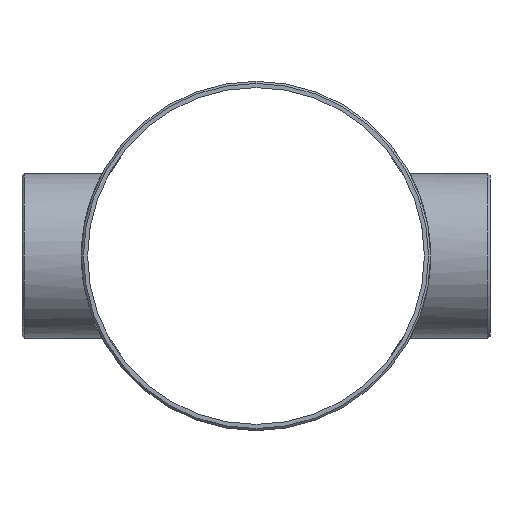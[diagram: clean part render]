
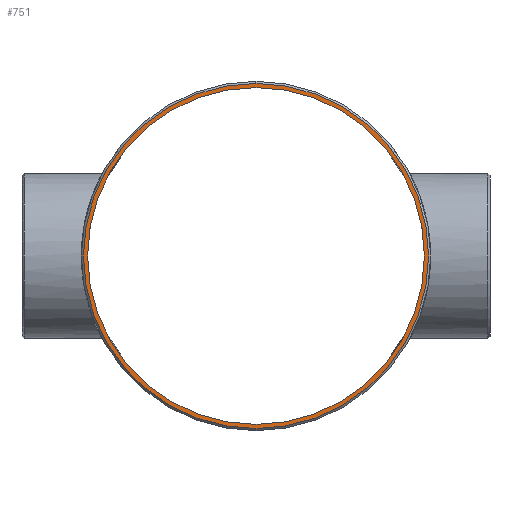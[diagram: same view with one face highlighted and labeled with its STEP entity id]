
A CAD part, left-side view. The second image highlights one B-rep face of the part: STEP entity #751.
In plain terms, the highlighted planar face has unit normal (-1, 0, 0).
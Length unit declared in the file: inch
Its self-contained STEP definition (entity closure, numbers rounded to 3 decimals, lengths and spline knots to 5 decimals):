
#41 = AXIS2_PLACEMENT_3D ( 'NONE', #531, #889, #336 ) ;
#50 = EDGE_CURVE ( 'NONE', #894, #168, #547, .T. ) ;
#61 = AXIS2_PLACEMENT_3D ( 'NONE', #919, #540, #454 ) ;
#75 = EDGE_LOOP ( 'NONE', ( #1339, #499 ) ) ;
#83 = CIRCLE ( 'NONE', #61, 6.91667 ) ;
#97 = ORIENTED_EDGE ( 'NONE', *, *, #538, .T. ) ;
#113 = DIRECTION ( 'NONE',  ( 0., 0., 1. ) ) ;
#119 = DIRECTION ( 'NONE',  ( 1., 0., 0. ) ) ;
#168 = VERTEX_POINT ( 'NONE', #267 ) ;
#221 = CIRCLE ( 'NONE', #877, 6.75 ) ;
#228 = VERTEX_POINT ( 'NONE', #829 ) ;
#236 = CARTESIAN_POINT ( 'NONE',  ( -11., 0., 6.75 ) ) ;
#267 = CARTESIAN_POINT ( 'NONE',  ( -11., 0., -6.75 ) ) ;
#336 = DIRECTION ( 'NONE',  ( 0., 0., 1. ) ) ;
#361 = CARTESIAN_POINT ( 'NONE',  ( -11., 0., 0. ) ) ;
#405 = ORIENTED_EDGE ( 'NONE', *, *, #1295, .T. ) ;
#454 = DIRECTION ( 'NONE',  ( 0., 0., 1. ) ) ;
#474 = AXIS2_PLACEMENT_3D ( 'NONE', #528, #866, #970 ) ;
#499 = ORIENTED_EDGE ( 'NONE', *, *, #1279, .T. ) ;
#528 = CARTESIAN_POINT ( 'NONE',  ( -11., 0., 0. ) ) ;
#531 = CARTESIAN_POINT ( 'NONE',  ( -11., 0., 0. ) ) ;
#538 = EDGE_CURVE ( 'NONE', #668, #228, #1343, .T. ) ;
#540 = DIRECTION ( 'NONE',  ( -1., 0., 0. ) ) ;
#547 = CIRCLE ( 'NONE', #41, 6.75 ) ;
#668 = VERTEX_POINT ( 'NONE', #1404 ) ;
#746 = PLANE ( 'NONE',  #474 ) ;
#751 = ADVANCED_FACE ( 'NONE', ( #773, #1205 ), #746, .T. ) ;
#769 = DIRECTION ( 'NONE',  ( -1., 0., 0. ) ) ;
#773 = FACE_OUTER_BOUND ( 'NONE', #778, .T. ) ;
#778 = EDGE_LOOP ( 'NONE', ( #405, #97 ) ) ;
#829 = CARTESIAN_POINT ( 'NONE',  ( -11., 0., -6.91667 ) ) ;
#862 = AXIS2_PLACEMENT_3D ( 'NONE', #968, #769, #113 ) ;
#866 = DIRECTION ( 'NONE',  ( -1., 0., 0. ) ) ;
#877 = AXIS2_PLACEMENT_3D ( 'NONE', #361, #119, #992 ) ;
#889 = DIRECTION ( 'NONE',  ( 1., 0., 0. ) ) ;
#894 = VERTEX_POINT ( 'NONE', #236 ) ;
#919 = CARTESIAN_POINT ( 'NONE',  ( -11., 0., 0. ) ) ;
#968 = CARTESIAN_POINT ( 'NONE',  ( -11., 0., 0. ) ) ;
#970 = DIRECTION ( 'NONE',  ( 0., 0., -1. ) ) ;
#992 = DIRECTION ( 'NONE',  ( 0., 0., 1. ) ) ;
#1205 = FACE_BOUND ( 'NONE', #75, .T. ) ;
#1279 = EDGE_CURVE ( 'NONE', #168, #894, #221, .T. ) ;
#1295 = EDGE_CURVE ( 'NONE', #228, #668, #83, .T. ) ;
#1339 = ORIENTED_EDGE ( 'NONE', *, *, #50, .T. ) ;
#1343 = CIRCLE ( 'NONE', #862, 6.91667 ) ;
#1404 = CARTESIAN_POINT ( 'NONE',  ( -11., 0., 6.91667 ) ) ;
